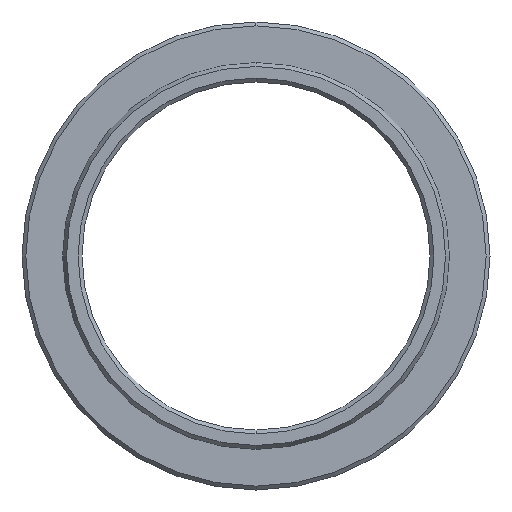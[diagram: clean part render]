
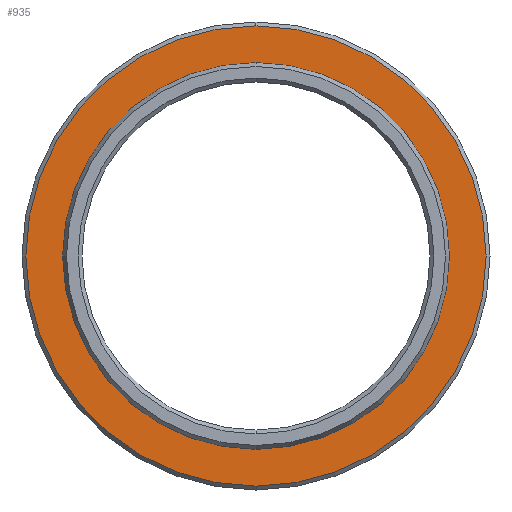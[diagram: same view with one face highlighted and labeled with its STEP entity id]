
A CAD part, left-side view. The second image highlights one B-rep face of the part: STEP entity #935.
In plain terms, the highlighted planar face has unit normal (-1, 0, 0).
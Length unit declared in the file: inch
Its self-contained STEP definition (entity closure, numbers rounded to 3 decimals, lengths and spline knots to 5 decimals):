
#78 = CARTESIAN_POINT ( 'NONE',  ( -0.222, 0.73096, 1.69346 ) ) ;
#249 = CARTESIAN_POINT ( 'NONE',  ( -0.222, 0.73096, 0.71346 ) ) ;
#338 = CIRCLE ( 'NONE', #651, 0.595 ) ;
#573 = FACE_OUTER_BOUND ( 'NONE', #2049, .T. ) ;
#651 = AXIS2_PLACEMENT_3D ( 'NONE', #1634, #5945, #2246 ) ;
#721 = VERTEX_POINT ( 'NONE', #78 ) ;
#738 = AXIS2_PLACEMENT_3D ( 'NONE', #3603, #7973, #4218 ) ;
#804 = VERTEX_POINT ( 'NONE', #7563 ) ;
#935 = ADVANCED_FACE ( 'NONE', ( #573, #1993 ), #7707, .T. ) ;
#1576 = AXIS2_PLACEMENT_3D ( 'NONE', #6491, #2758, #7106 ) ;
#1579 = ORIENTED_EDGE ( 'NONE', *, *, #3135, .T. ) ;
#1634 = CARTESIAN_POINT ( 'NONE',  ( -0.222, 0.73096, 1.20346 ) ) ;
#1993 = FACE_BOUND ( 'NONE', #3875, .T. ) ;
#2049 = EDGE_LOOP ( 'NONE', ( #3239, #1579 ) ) ;
#2220 = AXIS2_PLACEMENT_3D ( 'NONE', #3364, #7720, #3988 ) ;
#2246 = DIRECTION ( 'NONE',  ( 0., 0., 1. ) ) ;
#2758 = DIRECTION ( 'NONE',  ( -1., 0., 0. ) ) ;
#2823 = EDGE_CURVE ( 'NONE', #3084, #721, #7812, .T. ) ;
#2941 = CARTESIAN_POINT ( 'NONE',  ( -0.222, 0.73096, 1.20346 ) ) ;
#3084 = VERTEX_POINT ( 'NONE', #249 ) ;
#3135 = EDGE_CURVE ( 'NONE', #4971, #804, #4688, .T. ) ;
#3239 = ORIENTED_EDGE ( 'NONE', *, *, #4611, .T. ) ;
#3364 = CARTESIAN_POINT ( 'NONE',  ( -0.222, 0.73096, 1.20346 ) ) ;
#3547 = DIRECTION ( 'NONE',  ( 0., 0., -1. ) ) ;
#3603 = CARTESIAN_POINT ( 'NONE',  ( -0.222, 0.73096, 1.20346 ) ) ;
#3875 = EDGE_LOOP ( 'NONE', ( #5306, #6898 ) ) ;
#3928 = AXIS2_PLACEMENT_3D ( 'NONE', #2941, #7278, #3547 ) ;
#3988 = DIRECTION ( 'NONE',  ( 0., 0., 1. ) ) ;
#4218 = DIRECTION ( 'NONE',  ( 0., 0., -1. ) ) ;
#4240 = CIRCLE ( 'NONE', #3928, 0.49 ) ;
#4611 = EDGE_CURVE ( 'NONE', #804, #4971, #338, .T. ) ;
#4653 = EDGE_CURVE ( 'NONE', #721, #3084, #4240, .T. ) ;
#4688 = CIRCLE ( 'NONE', #2220, 0.595 ) ;
#4971 = VERTEX_POINT ( 'NONE', #6443 ) ;
#5306 = ORIENTED_EDGE ( 'NONE', *, *, #2823, .T. ) ;
#5945 = DIRECTION ( 'NONE',  ( -1., 0., 0. ) ) ;
#6443 = CARTESIAN_POINT ( 'NONE',  ( -0.222, 0.73096, 1.79846 ) ) ;
#6491 = CARTESIAN_POINT ( 'NONE',  ( -0.222, 1.33596, 1.20346 ) ) ;
#6898 = ORIENTED_EDGE ( 'NONE', *, *, #4653, .T. ) ;
#7106 = DIRECTION ( 'NONE',  ( 0., 0., 1. ) ) ;
#7278 = DIRECTION ( 'NONE',  ( 1., 0., 0. ) ) ;
#7563 = CARTESIAN_POINT ( 'NONE',  ( -0.222, 0.73096, 0.60846 ) ) ;
#7707 = PLANE ( 'NONE',  #1576 ) ;
#7720 = DIRECTION ( 'NONE',  ( -1., 0., 0. ) ) ;
#7812 = CIRCLE ( 'NONE', #738, 0.49 ) ;
#7973 = DIRECTION ( 'NONE',  ( 1., 0., 0. ) ) ;
